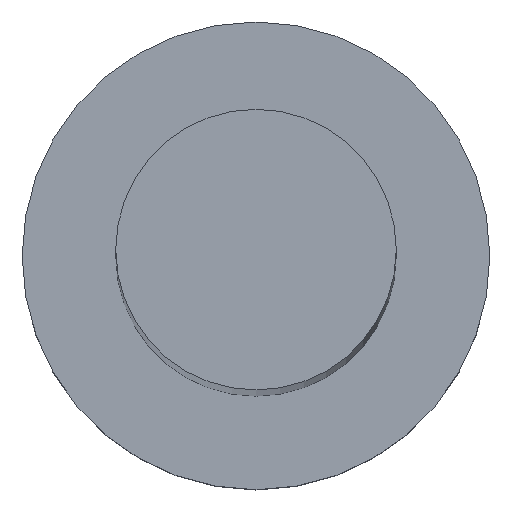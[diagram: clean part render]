
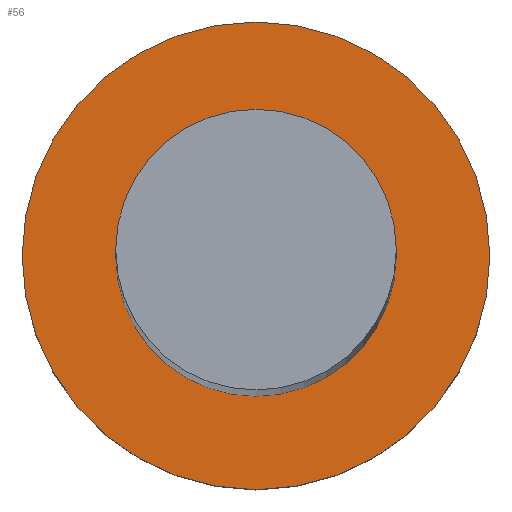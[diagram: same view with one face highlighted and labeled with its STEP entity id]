
A CAD part, top view. The second image highlights one B-rep face of the part: STEP entity #56.
In plain terms, the highlighted planar face has unit normal (0, 0, 1).
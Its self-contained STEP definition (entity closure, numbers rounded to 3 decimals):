
#4 = EDGE_CURVE ( 'NONE', #73, #37, #68, .T. ) ;
#12 = ORIENTED_EDGE ( 'NONE', *, *, #110, .F. ) ;
#14 = DIRECTION ( 'NONE',  ( 1., 0., 0. ) ) ;
#24 = DIRECTION ( 'NONE',  ( 0., 0., 1. ) ) ;
#37 = VERTEX_POINT ( 'NONE', #96 ) ;
#36 = EDGE_CURVE ( 'NONE', #72, #185, #244, .T. ) ;
#41 = PLANE ( 'NONE',  #165 ) ;
#51 = DIRECTION ( 'NONE',  ( 0., 0., 1. ) ) ;
#56 = ADVANCED_FACE ( 'NONE', ( #103, #123 ), #41, .T. ) ;
#60 = CARTESIAN_POINT ( 'NONE',  ( 0., 0., 7. ) ) ;
#63 = DIRECTION ( 'NONE',  ( 1., 0., 0. ) ) ;
#68 = CIRCLE ( 'NONE', #143, 6. ) ;
#72 = VERTEX_POINT ( 'NONE', #255 ) ;
#73 = VERTEX_POINT ( 'NONE', #162 ) ;
#74 = EDGE_LOOP ( 'NONE', ( #12, #169 ) ) ;
#77 = DIRECTION ( 'NONE',  ( 1., 0., 0. ) ) ;
#81 = CARTESIAN_POINT ( 'NONE',  ( 0., 0., 7. ) ) ;
#95 = ORIENTED_EDGE ( 'NONE', *, *, #102, .T. ) ;
#96 = CARTESIAN_POINT ( 'NONE',  ( -6., 0., 7. ) ) ;
#102 = EDGE_CURVE ( 'NONE', #185, #72, #220, .T. ) ;
#103 = FACE_BOUND ( 'NONE', #74, .T. ) ;
#110 = EDGE_CURVE ( 'NONE', #37, #73, #192, .T. ) ;
#117 = AXIS2_PLACEMENT_3D ( 'NONE', #60, #215, #63 ) ;
#123 = FACE_OUTER_BOUND ( 'NONE', #210, .T. ) ;
#129 = AXIS2_PLACEMENT_3D ( 'NONE', #81, #254, #77 ) ;
#143 = AXIS2_PLACEMENT_3D ( 'NONE', #149, #51, #186 ) ;
#149 = CARTESIAN_POINT ( 'NONE',  ( 0., 0., 7. ) ) ;
#153 = CARTESIAN_POINT ( 'NONE',  ( 0., 0., 7. ) ) ;
#162 = CARTESIAN_POINT ( 'NONE',  ( 6., 0., 7. ) ) ;
#165 = AXIS2_PLACEMENT_3D ( 'NONE', #153, #24, #198 ) ;
#169 = ORIENTED_EDGE ( 'NONE', *, *, #4, .F. ) ;
#185 = VERTEX_POINT ( 'NONE', #195 ) ;
#186 = DIRECTION ( 'NONE',  ( 1., 0., 0. ) ) ;
#192 = CIRCLE ( 'NONE', #117, 6. ) ;
#195 = CARTESIAN_POINT ( 'NONE',  ( 10., 0., 7. ) ) ;
#198 = DIRECTION ( 'NONE',  ( 1., 0., 0. ) ) ;
#210 = EDGE_LOOP ( 'NONE', ( #226, #95 ) ) ;
#215 = DIRECTION ( 'NONE',  ( 0., 0., 1. ) ) ;
#216 = DIRECTION ( 'NONE',  ( 0., 0., 1. ) ) ;
#220 = CIRCLE ( 'NONE', #129, 10. ) ;
#225 = AXIS2_PLACEMENT_3D ( 'NONE', #237, #216, #14 ) ;
#226 = ORIENTED_EDGE ( 'NONE', *, *, #36, .T. ) ;
#237 = CARTESIAN_POINT ( 'NONE',  ( 0., 0., 7. ) ) ;
#244 = CIRCLE ( 'NONE', #225, 10. ) ;
#254 = DIRECTION ( 'NONE',  ( 0., 0., 1. ) ) ;
#255 = CARTESIAN_POINT ( 'NONE',  ( -10., 0., 7. ) ) ;
